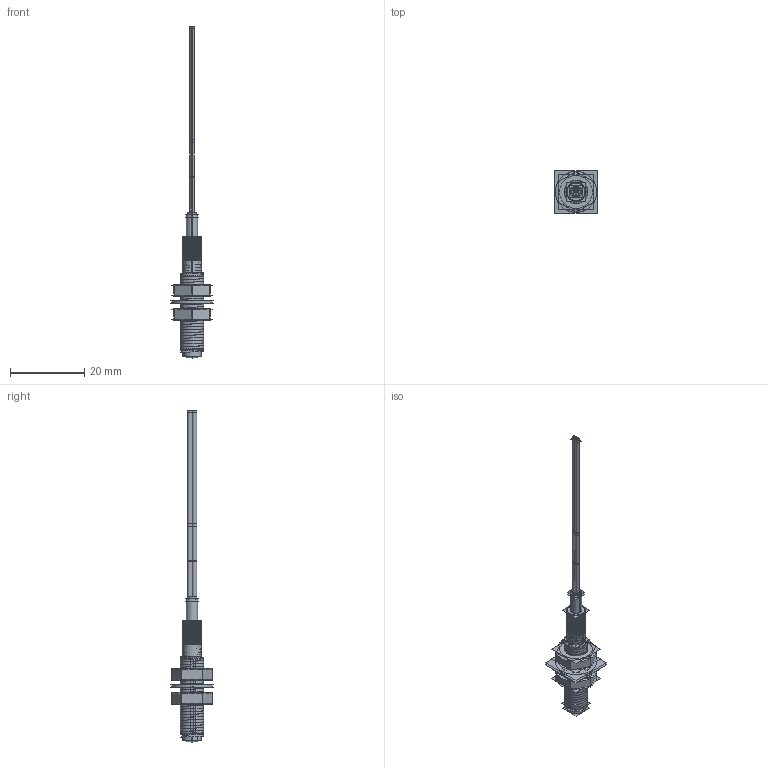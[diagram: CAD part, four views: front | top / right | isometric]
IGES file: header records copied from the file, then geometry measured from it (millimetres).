
Start section:  PTC IGES file: 161881.igs
Global section: file name: 161881.igs; native system: Creo Parametric by Parametric Technology Corporation; preprocessor: 2013230; author: PDMAdmin; organization: Unknown; date: 20160405.083122; units: millimetre
Bounding box: 11.44 x 11.44 x 89.18 mm (x, y, z)
Volume: 1081 mm3; surface area: 45895.2 mm2
Topology: 20 solids, 32 shells, 1260 faces, 6738 edges, 8658 vertices
Faces by surface type: bspline 652, revolution 608
